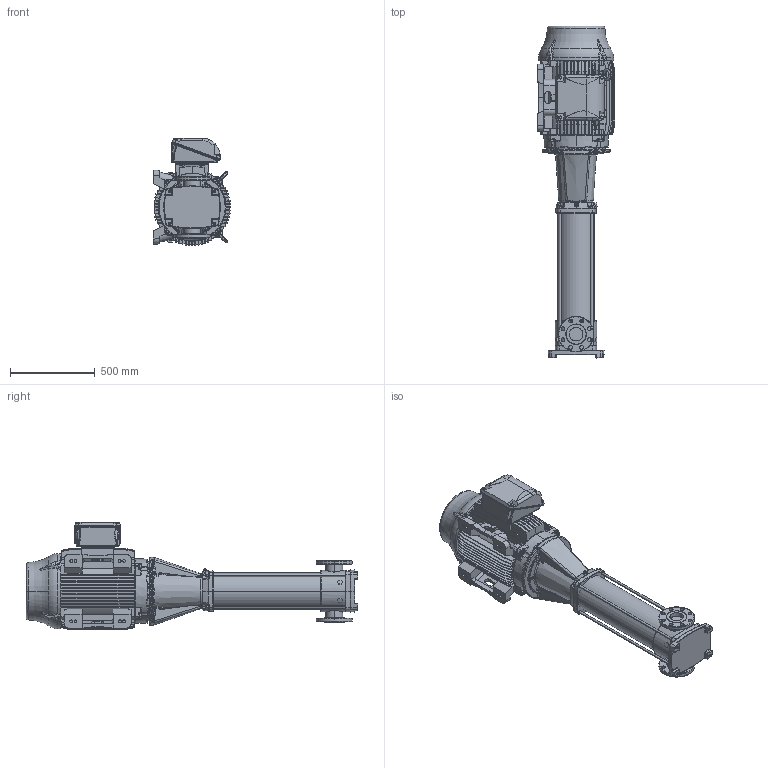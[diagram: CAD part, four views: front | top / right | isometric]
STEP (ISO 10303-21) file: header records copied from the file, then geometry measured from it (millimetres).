
FILE_DESCRIPTION (( 'STEP AP203' ), '1' );
FILE_NAME ('3303131 - MVI-225-8_1-60 HP-364TSC-304-E-230_460~3.step', '2022-03-30T19:50:00', ( '' ), ( '' ), 'SwSTEP 2.0', 'SolidWorks 2021', '' );
FILE_SCHEMA (( 'CONFIG_CONTROL_DESIGN' ));
Length unit declared in the file: inch
Products named in the file (5): 2704074 - NEMA V2 60HP 364_5TSC 230_460~3 TEFC; MVI PEO - [304-EPDM]_3304131 - MVI-225-8_1-60 HP-364TSC-304-E-S; TEFC MOTOR_2704074 - NEMA V2 60HP 364_5TSC 230_460~3 TEFC; sbi_n_45-8_1_flange(NEMA); 3303131 - MVI-225-8_1-60 HP-364TSC-304-E-230_460~3
Assembly tree (4 placements, depth 3):
  3303131 - MVI-225-8_1-60 HP-364TSC-304-E-230_460~3
    MVI PEO - [304-EPDM]_3304131 - MVI-225-8_1-60 HP-364TSC-304-E-S
      sbi_n_45-8_1_flange(NEMA)
    TEFC MOTOR_2704074 - NEMA V2 60HP 364_5TSC 230_460~3 TEFC
      2704074 - NEMA V2 60HP 364_5TSC 230_460~3 TEFC
Bounding box: 456.1 x 1957.31 x 633.81 mm (x, y, z)
Volume: 161487584.6 mm3; surface area: 4887850.7 mm2
Topology: 2 solids, 32 shells, 4070 faces, 10561 edges, 6576 vertices
Faces by surface type: plane 1380, bspline 936, cone 792, cylinder 790, torus 138, sphere 34
Entity records: 205152 total; most frequent: CARTESIAN_POINT 114593, ORIENTED_EDGE 20850, DIRECTION 15980, EDGE_CURVE 10425, VERTEX_POINT 6573, AXIS2_PLACEMENT_3D 6009, EDGE_LOOP 4350, ADVANCED_FACE 4070
